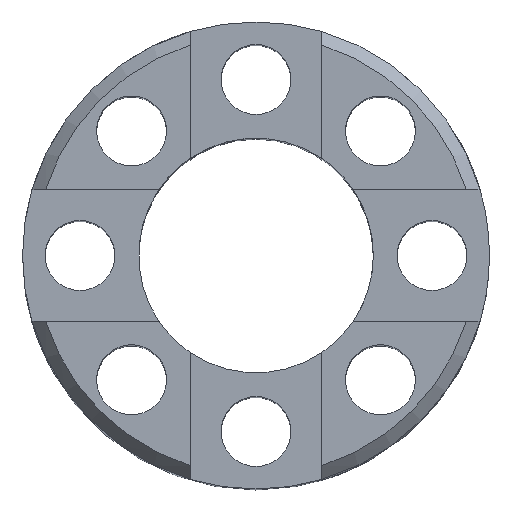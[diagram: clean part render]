
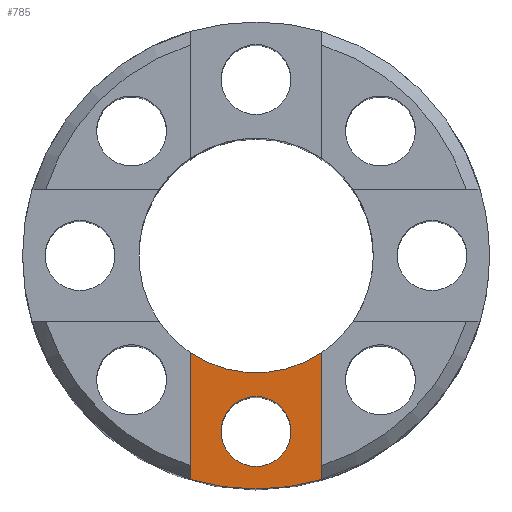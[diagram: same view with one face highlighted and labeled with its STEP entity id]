
A CAD part, top view. The second image highlights one B-rep face of the part: STEP entity #785.
In plain terms, the highlighted planar face has unit normal (0, 0, 1).
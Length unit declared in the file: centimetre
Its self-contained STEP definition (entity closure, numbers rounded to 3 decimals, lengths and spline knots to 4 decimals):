
#119=PLANE('',#828);
#147=VECTOR('',#930,1.);
#148=VECTOR('',#932,1.);
#175=LINE('',#1660,#147);
#176=LINE('',#1662,#148);
#180=CIRCLE('',#803,0.635);
#186=CIRCLE('',#810,1.2637);
#196=CIRCLE('',#830,0.1892);
#224=VERTEX_POINT('',#1408);
#225=VERTEX_POINT('',#1410);
#250=VERTEX_POINT('',#1588);
#251=VERTEX_POINT('',#1590);
#270=VERTEX_POINT('',#1667);
#314=EDGE_CURVE('',#224,#225,#180,.T.);
#340=EDGE_CURVE('',#250,#251,#186,.T.);
#376=EDGE_CURVE('',#250,#225,#175,.T.);
#379=EDGE_CURVE('',#270,#270,#196,.T.);
#380=EDGE_CURVE('',#251,#224,#176,.T.);
#537=ORIENTED_EDGE('',*,*,#379,.F.);
#538=ORIENTED_EDGE('',*,*,#314,.F.);
#539=ORIENTED_EDGE('',*,*,#380,.F.);
#540=ORIENTED_EDGE('',*,*,#340,.F.);
#541=ORIENTED_EDGE('',*,*,#376,.T.);
#637=EDGE_LOOP('',(#537));
#638=EDGE_LOOP('',(#538,#539,#540,#541));
#727=FACE_BOUND('',#637,.T.);
#728=FACE_BOUND('',#638,.T.);
#785=ADVANCED_FACE('',(#727,#728),#119,.F.);
#803=AXIS2_PLACEMENT_3D('',#1409,#864,#865);
#810=AXIS2_PLACEMENT_3D('',#1589,#889,#890);
#828=AXIS2_PLACEMENT_3D('',#1663,#933,$);
#830=AXIS2_PLACEMENT_3D('',#1666,#936,#937);
#864=DIRECTION('',(0.,0.,1.));
#865=DIRECTION('',(0.635,0.,0.));
#889=DIRECTION('',(0.,0.,-1.));
#890=DIRECTION('',(1.264,0.,0.));
#930=DIRECTION('',(0.,1.,0.));
#932=DIRECTION('',(0.,1.,0.));
#933=DIRECTION('',(0.,0.,-1.));
#936=DIRECTION('',(0.,0.,1.));
#937=DIRECTION('',(-0.189,0.,0.));
#1408=CARTESIAN_POINT('',(-0.3556,-0.5261,3.1496));
#1409=CARTESIAN_POINT('',(0.,0.,3.1496));
#1410=CARTESIAN_POINT('',(0.3556,-0.5261,3.1496));
#1588=CARTESIAN_POINT('',(0.3556,-1.2126,3.1496));
#1589=CARTESIAN_POINT('',(0.,0.,3.1496));
#1590=CARTESIAN_POINT('',(-0.3556,-1.2126,3.1496));
#1660=CARTESIAN_POINT('',(0.3556,-5.114,3.1496));
#1662=CARTESIAN_POINT('',(-0.3556,-5.114,3.1496));
#1663=CARTESIAN_POINT('',(0.,-5.114,3.1496));
#1666=CARTESIAN_POINT('',(0.,-0.9525,3.1496));
#1667=CARTESIAN_POINT('',(0.1892,-0.9525,3.1496));
